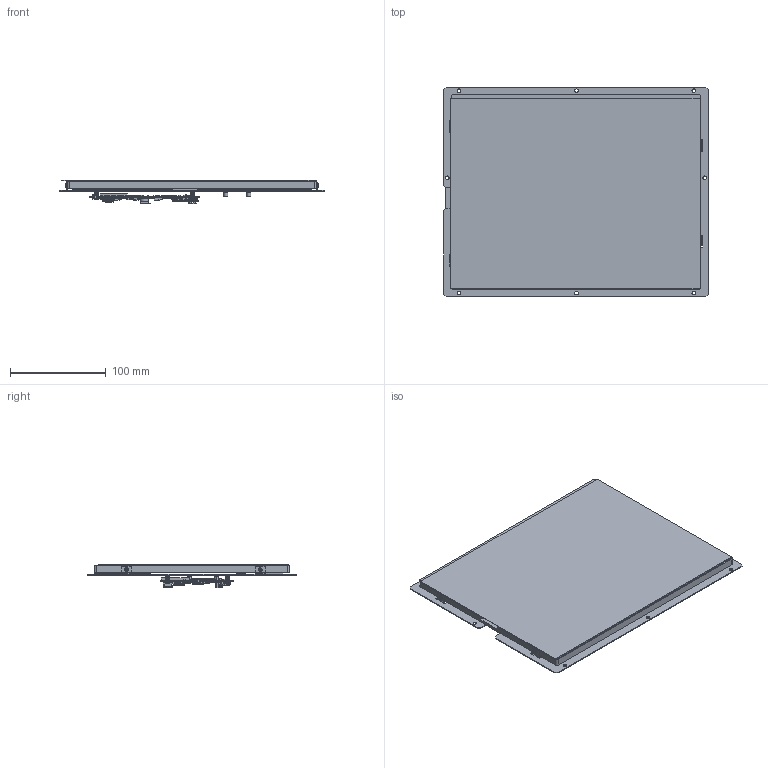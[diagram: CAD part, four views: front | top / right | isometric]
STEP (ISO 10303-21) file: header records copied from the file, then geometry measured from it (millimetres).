
FILE_DESCRIPTION (( 'STEP AP214' ), '1' );
FILE_NAME ('STEP-51-0325-3A1_SLCD5E-12p1_rA1.STEP', '2016-08-26T17:51:45', ( '' ), ( '' ), 'SwSTEP 2.0', 'SolidWorks 2016', '' );
FILE_SCHEMA (( 'AUTOMOTIVE_DESIGN' ));
Length unit declared in the file: millimetre
Products named in the file (11): RP062-1inSq-tape; 468MP-0p75x1p75-tape; 34-0050-01_G121AGE-L03; STEP-51-0325-3A1_SLCD5E-12p1_rA1; 95911A104_95911A104; 42-0325-301_SLCD5E_E5; 90272A105_90272A105; N010-0554-t805; PlateAssy-SLCD5pN-12p1-22-0059-02; PEM-440-250ZI; 22-0059-02_INN-12p1-plate
Assembly tree (21 placements, depth 3):
  STEP-51-0325-3A1_SLCD5E-12p1_rA1
    34-0050-01_G121AGE-L03
    468MP-0p75x1p75-tape
    RP062-1inSq-tape
    PlateAssy-SLCD5pN-12p1-22-0059-02
      22-0059-02_INN-12p1-plate
      PEM-440-250ZI  x6
    N010-0554-t805
    90272A105_90272A105  x4
    42-0325-301_SLCD5E_E5
    95911A104_95911A104  x4
Bounding box: 276.86 x 219.2 x 24.87 mm (x, y, z)
Volume: 558187.6 mm3; surface area: 369288.9 mm2
Topology: 483 solids, 483 shells, 6264 faces, 15130 edges, 9940 vertices
Faces by surface type: plane 5219, cylinder 765, bspline 124, cone 108, torus 32, sphere 16
Entity records: 232778 total; most frequent: CARTESIAN_POINT 38853, ORIENTED_EDGE 26870, DIRECTION 25240, EDGE_CURVE 13435, VECTOR 12078, LINE 12078, VERTEX_POINT 8832, AXIS2_PLACEMENT_3D 6581
